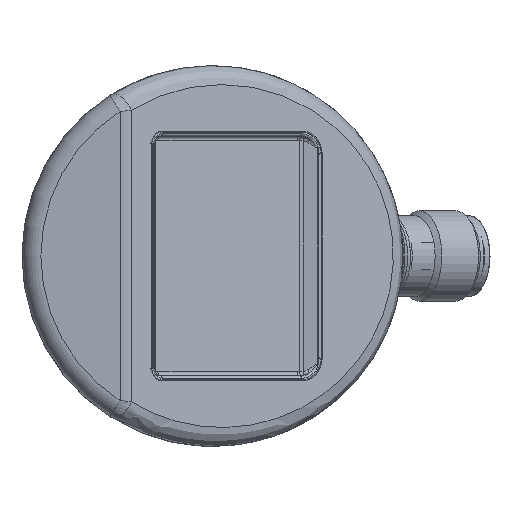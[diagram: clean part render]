
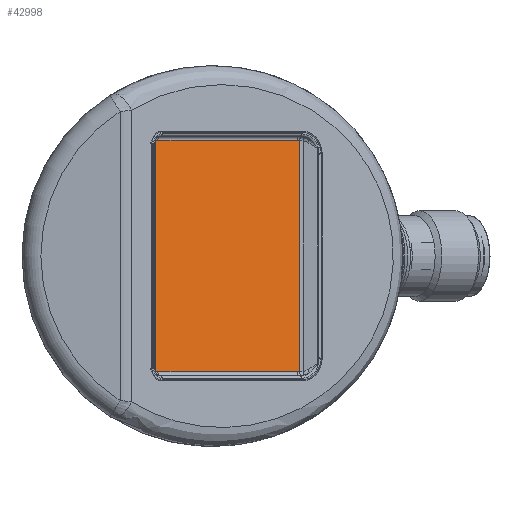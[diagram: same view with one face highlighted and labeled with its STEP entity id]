
A CAD part, front view. The second image highlights one B-rep face of the part: STEP entity #42998.
In plain terms, the highlighted planar face has unit normal (0.5, -0.866, 0).
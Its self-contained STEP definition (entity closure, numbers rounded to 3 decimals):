
#2582=LINE('',#54448,#4720);
#2583=LINE('',#54452,#4721);
#2584=LINE('',#54456,#4722);
#2585=LINE('',#54460,#4723);
#4720=VECTOR('',#47327,1000.);
#4721=VECTOR('',#47330,1000.);
#4722=VECTOR('',#47333,1000.);
#4723=VECTOR('',#47336,1000.);
#6858=ORIENTED_EDGE('',*,*,#16080,.T.);
#6859=ORIENTED_EDGE('',*,*,#16081,.T.);
#6860=ORIENTED_EDGE('',*,*,#16082,.T.);
#6861=ORIENTED_EDGE('',*,*,#16083,.T.);
#6862=ORIENTED_EDGE('',*,*,#16084,.T.);
#6863=ORIENTED_EDGE('',*,*,#16085,.T.);
#6864=ORIENTED_EDGE('',*,*,#16086,.T.);
#6865=ORIENTED_EDGE('',*,*,#16087,.T.);
#16080=EDGE_CURVE('',#20691,#20692,#23730,.F.);
#16081=EDGE_CURVE('',#20692,#20693,#2582,.T.);
#16082=EDGE_CURVE('',#20693,#20694,#23731,.F.);
#16083=EDGE_CURVE('',#20694,#20695,#2583,.T.);
#16084=EDGE_CURVE('',#20695,#20696,#23732,.F.);
#16085=EDGE_CURVE('',#20696,#20697,#2584,.T.);
#16086=EDGE_CURVE('',#20697,#20698,#23733,.F.);
#16087=EDGE_CURVE('',#20698,#20691,#2585,.T.);
#20691=VERTEX_POINT('',#54446);
#20692=VERTEX_POINT('',#54447);
#20693=VERTEX_POINT('',#54449);
#20694=VERTEX_POINT('',#54451);
#20695=VERTEX_POINT('',#54453);
#20696=VERTEX_POINT('',#54455);
#20697=VERTEX_POINT('',#54457);
#20698=VERTEX_POINT('',#54459);
#23730=CIRCLE('',#44831,1.946);
#23731=CIRCLE('',#44832,1.946);
#23732=CIRCLE('',#44833,0.446);
#23733=CIRCLE('',#44834,0.446);
#24500=EDGE_LOOP('',(#6858,#6859,#6860,#6861,#6862,#6863,#6864,#6865));
#26637=FACE_BOUND('',#24500,.T.);
#28777=PLANE('',#44830);
#42998=ADVANCED_FACE('',(#26637),#28777,.F.);
#44830=AXIS2_PLACEMENT_3D('',#54444,#47323,#47324);
#44831=AXIS2_PLACEMENT_3D('',#54445,#47325,#47326);
#44832=AXIS2_PLACEMENT_3D('',#54450,#47328,#47329);
#44833=AXIS2_PLACEMENT_3D('',#54454,#47331,#47332);
#44834=AXIS2_PLACEMENT_3D('',#54458,#47334,#47335);
#47323=DIRECTION('',(-0.5,0.866,0.));
#47324=DIRECTION('',(0.866,0.5,0.));
#47325=DIRECTION('',(-0.5,0.866,0.));
#47326=DIRECTION('',(0.866,0.5,0.));
#47327=DIRECTION('',(0.,0.,1.));
#47328=DIRECTION('',(-0.5,0.866,0.));
#47329=DIRECTION('',(0.866,0.5,0.));
#47330=DIRECTION('',(-0.866,-0.5,0.));
#47331=DIRECTION('',(-0.5,0.866,0.));
#47332=DIRECTION('',(0.866,0.5,0.));
#47333=DIRECTION('',(0.,0.,-1.));
#47334=DIRECTION('',(-0.5,0.866,0.));
#47335=DIRECTION('',(0.866,0.5,0.));
#47336=DIRECTION('',(0.866,0.5,0.));
#54444=CARTESIAN_POINT('',(11.243,-23.119,13.4));
#54445=CARTESIAN_POINT('',(11.243,-23.119,-13.4));
#54446=CARTESIAN_POINT('',(11.243,-23.119,-15.346));
#54447=CARTESIAN_POINT('',(11.526,-22.955,-15.318));
#54448=CARTESIAN_POINT('',(11.526,-22.955,15.252));
#54449=CARTESIAN_POINT('',(11.526,-22.955,15.318));
#54450=CARTESIAN_POINT('',(11.243,-23.119,13.4));
#54451=CARTESIAN_POINT('',(11.243,-23.119,15.346));
#54452=CARTESIAN_POINT('',(-7.203,-33.769,15.346));
#54453=CARTESIAN_POINT('',(-7.203,-33.769,15.346));
#54454=CARTESIAN_POINT('',(-7.203,-33.769,14.9));
#54455=CARTESIAN_POINT('',(-7.589,-33.991,14.9));
#54456=CARTESIAN_POINT('',(-7.589,-33.991,-14.9));
#54457=CARTESIAN_POINT('',(-7.589,-33.991,-14.9));
#54458=CARTESIAN_POINT('',(-7.203,-33.769,-14.9));
#54459=CARTESIAN_POINT('',(-7.203,-33.769,-15.346));
#54460=CARTESIAN_POINT('',(11.243,-23.119,-15.346));
